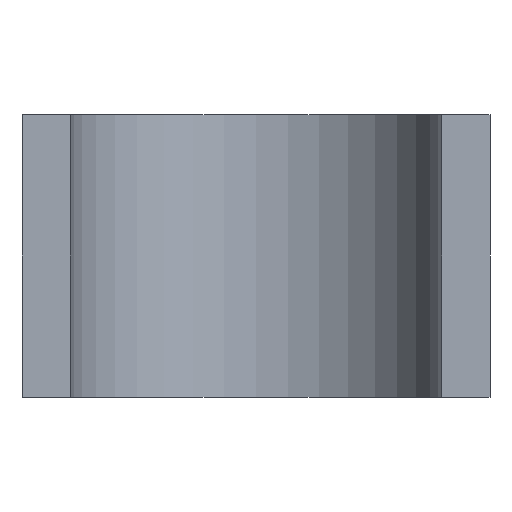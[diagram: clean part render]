
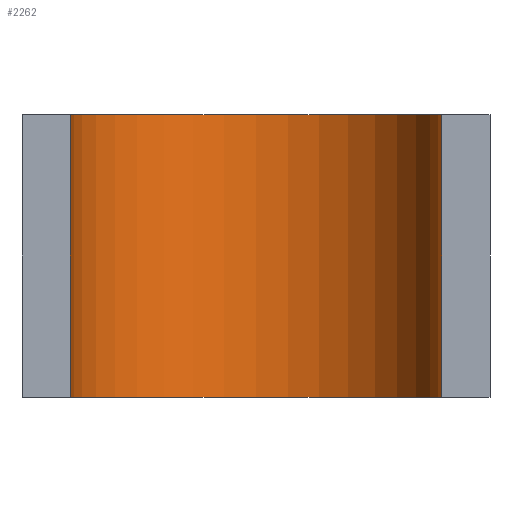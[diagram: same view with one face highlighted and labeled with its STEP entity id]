
A CAD part, front view. The second image highlights one B-rep face of the part: STEP entity #2262.
In plain terms, the highlighted cylindrical face has radius 22.352 mm (diameter 44.704 mm), a partial arc.
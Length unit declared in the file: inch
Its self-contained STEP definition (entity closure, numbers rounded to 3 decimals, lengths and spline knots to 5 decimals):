
#69=CYLINDRICAL_SURFACE('',#2505,0.88);
#124=CIRCLE('',#2343,0.88);
#179=CIRCLE('',#2506,0.88);
#291=FACE_OUTER_BOUND('',#405,.T.);
#405=EDGE_LOOP('',(#1972,#1973,#1974,#1975));
#408=LINE('',#3189,#634);
#412=LINE('',#3198,#638);
#634=VECTOR('',#2513,0.3937);
#638=VECTOR('',#2519,0.3937);
#860=VERTEX_POINT('',#3187);
#861=VERTEX_POINT('',#3188);
#864=VERTEX_POINT('',#3196);
#865=VERTEX_POINT('',#3197);
#1084=EDGE_CURVE('',#860,#861,#408,.T.);
#1088=EDGE_CURVE('',#864,#865,#412,.T.);
#1203=EDGE_CURVE('',#860,#865,#124,.T.);
#1418=EDGE_CURVE('',#861,#864,#179,.T.);
#1972=ORIENTED_EDGE('',*,*,#1088,.T.);
#1973=ORIENTED_EDGE('',*,*,#1203,.F.);
#1974=ORIENTED_EDGE('',*,*,#1084,.T.);
#1975=ORIENTED_EDGE('',*,*,#1418,.T.);
#2262=ADVANCED_FACE('',(#291),#69,.F.);
#2343=AXIS2_PLACEMENT_3D('',#3426,#2692,#2693);
#2505=AXIS2_PLACEMENT_3D('',#3855,#3176,#3177);
#2506=AXIS2_PLACEMENT_3D('',#3856,#3178,#3179);
#2513=DIRECTION('',(0.,0.,1.));
#2519=DIRECTION('',(0.,0.,-1.));
#2692=DIRECTION('center_axis',(0.,0.,1.));
#2693=DIRECTION('ref_axis',(1.,0.,0.));
#3176=DIRECTION('center_axis',(0.,0.,-1.));
#3177=DIRECTION('ref_axis',(1.,0.,0.));
#3178=DIRECTION('center_axis',(0.,0.,1.));
#3179=DIRECTION('ref_axis',(1.,0.,0.));
#3187=CARTESIAN_POINT('',(0.87994,0.01,-1.34));
#3188=CARTESIAN_POINT('',(0.87994,0.01,0.));
#3189=CARTESIAN_POINT('',(0.87994,0.01,0.));
#3196=CARTESIAN_POINT('',(-0.87994,0.01,0.));
#3197=CARTESIAN_POINT('',(-0.87994,0.01,-1.34));
#3198=CARTESIAN_POINT('',(-0.87994,0.01,0.));
#3426=CARTESIAN_POINT('Origin',(0.,0.,-1.34));
#3855=CARTESIAN_POINT('Origin',(0.,0.,0.));
#3856=CARTESIAN_POINT('Origin',(0.,0.,0.));
